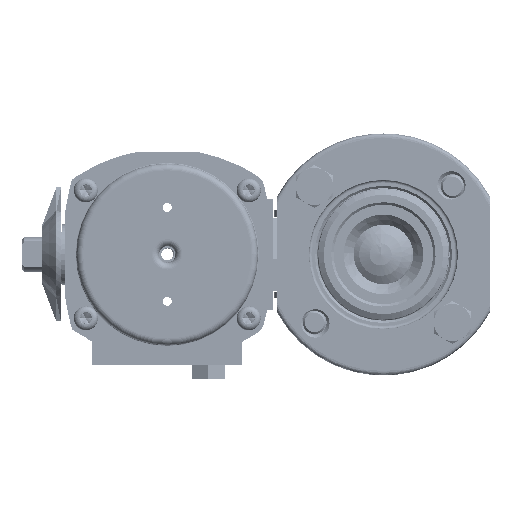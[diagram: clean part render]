
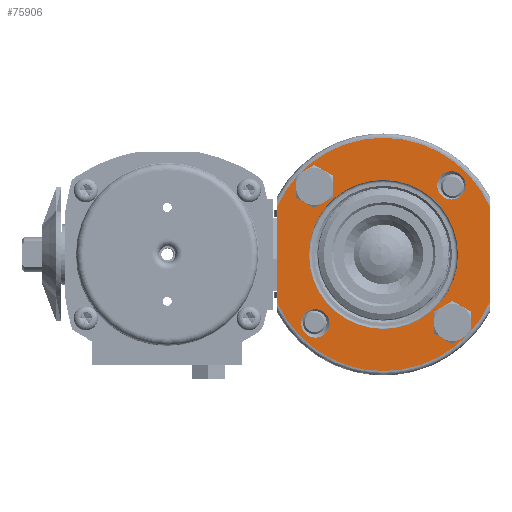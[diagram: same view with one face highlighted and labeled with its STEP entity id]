
A CAD part, left-side view. The second image highlights one B-rep face of the part: STEP entity #75906.
In plain terms, the highlighted planar face has unit normal (-1, 0, 0).
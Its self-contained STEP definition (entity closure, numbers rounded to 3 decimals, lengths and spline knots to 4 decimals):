
#1954 = ORIENTED_EDGE ( 'NONE', *, *, #126475, .F. ) ;
#3083 = ORIENTED_EDGE ( 'NONE', *, *, #103413, .T. ) ;
#4261 = PLANE ( 'NONE',  #81325 ) ;
#4532 = ORIENTED_EDGE ( 'NONE', *, *, #116604, .T. ) ;
#5590 = CIRCLE ( 'NONE', #147123, 0.1901 ) ;
#5751 = ORIENTED_EDGE ( 'NONE', *, *, #103923, .T. ) ;
#6357 = ORIENTED_EDGE ( 'NONE', *, *, #100555, .T. ) ;
#8000 = ORIENTED_EDGE ( 'NONE', *, *, #86214, .T. ) ;
#10060 = EDGE_CURVE ( 'NONE', #155990, #49940, #142274, .T. ) ;
#10449 = CARTESIAN_POINT ( 'NONE',  ( -1.2294, 0.896, 2.111 ) ) ;
#11615 = ORIENTED_EDGE ( 'NONE', *, *, #88844, .T. ) ;
#11911 = VECTOR ( 'NONE', #108565, 39.3701 ) ;
#14198 = DIRECTION ( 'NONE',  ( 1., 0., 0. ) ) ;
#16150 = LINE ( 'NONE', #149664, #11911 ) ;
#20046 = AXIS2_PLACEMENT_3D ( 'NONE', #141179, #59938, #154882 ) ;
#20224 = CARTESIAN_POINT ( 'NONE',  ( -1.2294, 1.326, 1.4751 ) ) ;
#21575 = CARTESIAN_POINT ( 'NONE',  ( -1.2294, -0.104, 2.111 ) ) ;
#21848 = DIRECTION ( 'NONE',  ( 1., 0., 0. ) ) ;
#23175 = CIRCLE ( 'NONE', #67818, 0.1901 ) ;
#23410 = AXIS2_PLACEMENT_3D ( 'NONE', #27966, #122736, #41586 ) ;
#23883 = CARTESIAN_POINT ( 'NONE',  ( -1.2294, -1.2201, 1.1986 ) ) ;
#24742 = AXIS2_PLACEMENT_3D ( 'NONE', #130934, #49762, #144656 ) ;
#27966 = CARTESIAN_POINT ( 'NONE',  ( -1.2294, 0.822, 3.0234 ) ) ;
#28231 = CARTESIAN_POINT ( 'NONE',  ( -1.2294, -0.104, 2.111 ) ) ;
#29866 = CIRCLE ( 'NONE', #54676, 0.1901 ) ;
#31101 = ORIENTED_EDGE ( 'NONE', *, *, #165584, .F. ) ;
#33563 = AXIS2_PLACEMENT_3D ( 'NONE', #95241, #14198, #108855 ) ;
#34578 = AXIS2_PLACEMENT_3D ( 'NONE', #61939, #156911, #75559 ) ;
#35241 = DIRECTION ( 'NONE',  ( 0., -1., 0. ) ) ;
#37477 = CARTESIAN_POINT ( 'NONE',  ( -1.2294, 1.012, 3.0234 ) ) ;
#39205 = EDGE_LOOP ( 'NONE', ( #1954, #46911 ) ) ;
#40800 = AXIS2_PLACEMENT_3D ( 'NONE', #21575, #116343, #35241 ) ;
#41586 = DIRECTION ( 'NONE',  ( 0., 1., 0. ) ) ;
#41850 = DIRECTION ( 'NONE',  ( 0., -1., 0. ) ) ;
#43618 = CARTESIAN_POINT ( 'NONE',  ( -1.2294, -1.104, 2.111 ) ) ;
#43779 = EDGE_LOOP ( 'NONE', ( #75668, #114258, #31101, #94943 ) ) ;
#46911 = ORIENTED_EDGE ( 'NONE', *, *, #10060, .F. ) ;
#47615 = FACE_BOUND ( 'NONE', #163872, .T. ) ;
#48048 = CARTESIAN_POINT ( 'NONE',  ( -1.2294, 1.326, -0.0463 ) ) ;
#48534 = CIRCLE ( 'NONE', #61165, 0.1901 ) ;
#49762 = DIRECTION ( 'NONE',  ( -1., 0., 0. ) ) ;
#49940 = VERTEX_POINT ( 'NONE', #43618 ) ;
#51908 = ORIENTED_EDGE ( 'NONE', *, *, #141957, .T. ) ;
#52602 = CARTESIAN_POINT ( 'NONE',  ( -1.2294, 1.326, 2.7469 ) ) ;
#53003 = VERTEX_POINT ( 'NONE', #121384 ) ;
#54371 = CARTESIAN_POINT ( 'NONE',  ( -1.2294, -1.534, 2.7469 ) ) ;
#54676 = AXIS2_PLACEMENT_3D ( 'NONE', #68142, #163150, #81811 ) ;
#56712 = CIRCLE ( 'NONE', #40800, 1.565 ) ;
#57085 = CARTESIAN_POINT ( 'NONE',  ( -1.2294, 0.8084, 1.185 ) ) ;
#58771 = EDGE_LOOP ( 'NONE', ( #166185, #11615 ) ) ;
#59059 = DIRECTION ( 'NONE',  ( 1., 0., 0. ) ) ;
#59932 = CARTESIAN_POINT ( 'NONE',  ( -1.2294, -1.0165, 3.037 ) ) ;
#59938 = DIRECTION ( 'NONE',  ( 1., 0., 0. ) ) ;
#61165 = AXIS2_PLACEMENT_3D ( 'NONE', #140261, #59059, #154009 ) ;
#61703 = DIRECTION ( 'NONE',  ( 0., 0., 1. ) ) ;
#61939 = CARTESIAN_POINT ( 'NONE',  ( -1.2294, -0.104, 2.111 ) ) ;
#67818 = AXIS2_PLACEMENT_3D ( 'NONE', #103011, #21848, #116629 ) ;
#68021 = VERTEX_POINT ( 'NONE', #73862 ) ;
#68069 = AXIS2_PLACEMENT_3D ( 'NONE', #59932, #154878, #73542 ) ;
#68142 = CARTESIAN_POINT ( 'NONE',  ( -1.2294, 0.8084, 1.185 ) ) ;
#69953 = LINE ( 'NONE', #48048, #101735 ) ;
#70077 = CIRCLE ( 'NONE', #23410, 0.1901 ) ;
#70633 = DIRECTION ( 'NONE',  ( 0., 1., 0. ) ) ;
#71693 = CARTESIAN_POINT ( 'NONE',  ( -1.2294, -0.104, 3.111 ) ) ;
#73542 = DIRECTION ( 'NONE',  ( 0., 1., 0. ) ) ;
#73862 = CARTESIAN_POINT ( 'NONE',  ( -1.2294, -1.534, 1.4751 ) ) ;
#74138 = CARTESIAN_POINT ( 'NONE',  ( -1.2294, -0.84, 1.1986 ) ) ;
#75559 = DIRECTION ( 'NONE',  ( 0., -1., 0. ) ) ;
#75668 = ORIENTED_EDGE ( 'NONE', *, *, #138732, .F. ) ;
#75906 = ADVANCED_FACE ( 'NONE', ( #155926, #47615, #83606, #119637, #151614, #115385 ), #4261, .F. ) ;
#78632 = VERTEX_POINT ( 'NONE', #52602 ) ;
#81325 = AXIS2_PLACEMENT_3D ( 'NONE', #71693, #111936, #98925 ) ;
#81811 = DIRECTION ( 'NONE',  ( 0., 1., 0. ) ) ;
#83606 = FACE_BOUND ( 'NONE', #58771, .T. ) ;
#86214 = EDGE_CURVE ( 'NONE', #101233, #152227, #70077, .T. ) ;
#86472 = EDGE_CURVE ( 'NONE', #115433, #118215, #112350, .T. ) ;
#88844 = EDGE_CURVE ( 'NONE', #118215, #115433, #158750, .T. ) ;
#94125 = CARTESIAN_POINT ( 'NONE',  ( -1.2294, 0.6319, 3.0234 ) ) ;
#94162 = VERTEX_POINT ( 'NONE', #23883 ) ;
#94943 = ORIENTED_EDGE ( 'NONE', *, *, #135917, .T. ) ;
#95241 = CARTESIAN_POINT ( 'NONE',  ( -1.2294, -1.03, 1.1986 ) ) ;
#96776 = CARTESIAN_POINT ( 'NONE',  ( -1.2294, -0.8264, 3.037 ) ) ;
#98925 = DIRECTION ( 'NONE',  ( 0., 1., 0. ) ) ;
#100555 = EDGE_CURVE ( 'NONE', #174216, #53003, #5590, .T. ) ;
#101233 = VERTEX_POINT ( 'NONE', #94125 ) ;
#101735 = VECTOR ( 'NONE', #61703, 39.3701 ) ;
#103011 = CARTESIAN_POINT ( 'NONE',  ( -1.2294, 0.822, 3.0234 ) ) ;
#103413 = EDGE_CURVE ( 'NONE', #152227, #101233, #23175, .T. ) ;
#103923 = EDGE_CURVE ( 'NONE', #154973, #94162, #48534, .T. ) ;
#108565 = DIRECTION ( 'NONE',  ( 0., 0., -1. ) ) ;
#108855 = DIRECTION ( 'NONE',  ( 0., 1., 0. ) ) ;
#110712 = CIRCLE ( 'NONE', #33563, 0.1901 ) ;
#111711 = CIRCLE ( 'NONE', #24742, 1.565 ) ;
#111936 = DIRECTION ( 'NONE',  ( 1., 0., 0. ) ) ;
#112350 = CIRCLE ( 'NONE', #20046, 0.1901 ) ;
#114258 = ORIENTED_EDGE ( 'NONE', *, *, #153406, .T. ) ;
#115385 = FACE_OUTER_BOUND ( 'NONE', #43779, .T. ) ;
#115433 = VERTEX_POINT ( 'NONE', #137965 ) ;
#116343 = DIRECTION ( 'NONE',  ( -1., 0., 0. ) ) ;
#116604 = EDGE_CURVE ( 'NONE', #53003, #174216, #29866, .T. ) ;
#116629 = DIRECTION ( 'NONE',  ( 0., 1., 0. ) ) ;
#118215 = VERTEX_POINT ( 'NONE', #96776 ) ;
#119637 = FACE_BOUND ( 'NONE', #159496, .T. ) ;
#121384 = CARTESIAN_POINT ( 'NONE',  ( -1.2294, 0.9985, 1.185 ) ) ;
#122736 = DIRECTION ( 'NONE',  ( 1., 0., 0. ) ) ;
#122984 = DIRECTION ( 'NONE',  ( -1., 0., 0. ) ) ;
#126475 = EDGE_CURVE ( 'NONE', #49940, #155990, #153999, .T. ) ;
#130934 = CARTESIAN_POINT ( 'NONE',  ( -1.2294, -0.104, 2.111 ) ) ;
#135917 = EDGE_CURVE ( 'NONE', #136558, #68021, #56712, .T. ) ;
#136558 = VERTEX_POINT ( 'NONE', #20224 ) ;
#137965 = CARTESIAN_POINT ( 'NONE',  ( -1.2294, -1.2065, 3.037 ) ) ;
#138732 = EDGE_CURVE ( 'NONE', #151143, #68021, #16150, .T. ) ;
#140261 = CARTESIAN_POINT ( 'NONE',  ( -1.2294, -1.03, 1.1986 ) ) ;
#141179 = CARTESIAN_POINT ( 'NONE',  ( -1.2294, -1.0165, 3.037 ) ) ;
#141740 = CARTESIAN_POINT ( 'NONE',  ( -1.2294, 0.6183, 1.185 ) ) ;
#141957 = EDGE_CURVE ( 'NONE', #94162, #154973, #110712, .T. ) ;
#142274 = CIRCLE ( 'NONE', #34578, 1. ) ;
#144656 = DIRECTION ( 'NONE',  ( 0., -1., 0. ) ) ;
#147123 = AXIS2_PLACEMENT_3D ( 'NONE', #57085, #151975, #70633 ) ;
#149664 = CARTESIAN_POINT ( 'NONE',  ( -1.2294, -1.534, -0.0463 ) ) ;
#151143 = VERTEX_POINT ( 'NONE', #54371 ) ;
#151614 = FACE_BOUND ( 'NONE', #39205, .T. ) ;
#151975 = DIRECTION ( 'NONE',  ( 1., 0., 0. ) ) ;
#152227 = VERTEX_POINT ( 'NONE', #37477 ) ;
#153406 = EDGE_CURVE ( 'NONE', #151143, #78632, #111711, .T. ) ;
#153999 = CIRCLE ( 'NONE', #161420, 1. ) ;
#154009 = DIRECTION ( 'NONE',  ( 0., 1., 0. ) ) ;
#154878 = DIRECTION ( 'NONE',  ( 1., 0., 0. ) ) ;
#154882 = DIRECTION ( 'NONE',  ( 0., 1., 0. ) ) ;
#154973 = VERTEX_POINT ( 'NONE', #74138 ) ;
#155926 = FACE_BOUND ( 'NONE', #174625, .T. ) ;
#155990 = VERTEX_POINT ( 'NONE', #10449 ) ;
#156911 = DIRECTION ( 'NONE',  ( -1., 0., 0. ) ) ;
#158750 = CIRCLE ( 'NONE', #68069, 0.1901 ) ;
#159496 = EDGE_LOOP ( 'NONE', ( #8000, #3083 ) ) ;
#161420 = AXIS2_PLACEMENT_3D ( 'NONE', #28231, #122984, #41850 ) ;
#163150 = DIRECTION ( 'NONE',  ( 1., 0., 0. ) ) ;
#163872 = EDGE_LOOP ( 'NONE', ( #51908, #5751 ) ) ;
#165584 = EDGE_CURVE ( 'NONE', #136558, #78632, #69953, .T. ) ;
#166185 = ORIENTED_EDGE ( 'NONE', *, *, #86472, .T. ) ;
#174216 = VERTEX_POINT ( 'NONE', #141740 ) ;
#174625 = EDGE_LOOP ( 'NONE', ( #6357, #4532 ) ) ;
